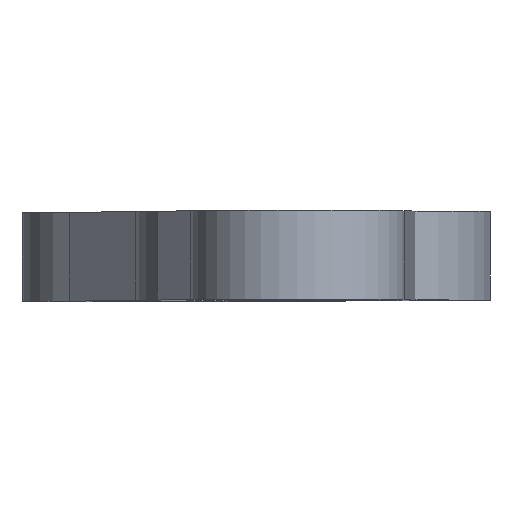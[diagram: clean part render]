
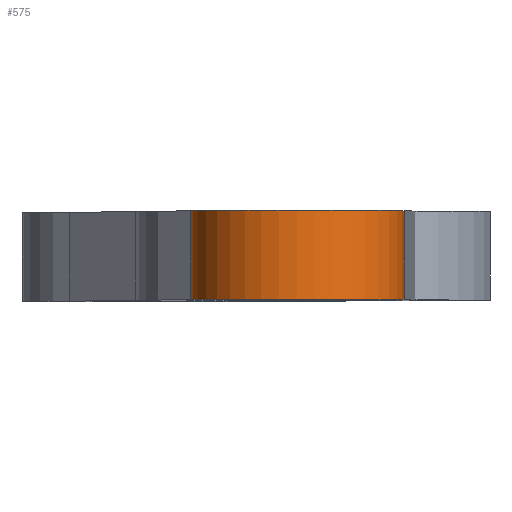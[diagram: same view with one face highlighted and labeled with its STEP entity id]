
A CAD part, top view. The second image highlights one B-rep face of the part: STEP entity #575.
In plain terms, the highlighted cylindrical face has radius 12 mm (diameter 24 mm), a partial arc.
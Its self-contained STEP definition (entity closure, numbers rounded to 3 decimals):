
#64=FACE_OUTER_BOUND('',#100,.T.);
#100=EDGE_LOOP('',(#495,#496,#497,#498));
#144=LINE('',#987,#187);
#146=LINE('',#992,#189);
#187=VECTOR('',#814,10.);
#189=VECTOR('',#820,10.);
#201=CIRCLE('',#604,12.);
#230=CIRCLE('',#656,12.);
#246=VERTEX_POINT('',#877);
#247=VERTEX_POINT('',#879);
#282=VERTEX_POINT('',#985);
#283=VERTEX_POINT('',#991);
#303=EDGE_CURVE('',#247,#246,#201,.T.);
#357=EDGE_CURVE('',#282,#246,#144,.F.);
#359=EDGE_CURVE('',#283,#247,#146,.T.);
#364=EDGE_CURVE('',#282,#283,#230,.F.);
#495=ORIENTED_EDGE('',*,*,#357,.F.);
#496=ORIENTED_EDGE('',*,*,#364,.T.);
#497=ORIENTED_EDGE('',*,*,#359,.T.);
#498=ORIENTED_EDGE('',*,*,#303,.T.);
#546=CYLINDRICAL_SURFACE('',#655,12.);
#575=ADVANCED_FACE('',(#64),#546,.T.);
#604=AXIS2_PLACEMENT_3D('',#880,#696,#697);
#655=AXIS2_PLACEMENT_3D('',#1000,#830,#831);
#656=AXIS2_PLACEMENT_3D('',#1001,#832,#833);
#696=DIRECTION('center_axis',(0.,-1.,0.));
#697=DIRECTION('ref_axis',(0.738,0.,0.675));
#814=DIRECTION('',(0.,-1.,0.));
#820=DIRECTION('',(0.,1.,0.));
#830=DIRECTION('center_axis',(0.,-1.,0.));
#831=DIRECTION('ref_axis',(0.738,0.,0.675));
#832=DIRECTION('center_axis',(0.,-1.,0.));
#833=DIRECTION('ref_axis',(0.738,0.,0.675));
#877=CARTESIAN_POINT('',(35.191,-190.,78.621));
#879=CARTESIAN_POINT('',(57.786,-190.,84.624));
#880=CARTESIAN_POINT('Origin',(45.791,-190.,84.245));
#985=CARTESIAN_POINT('',(35.191,-200.,78.621));
#987=CARTESIAN_POINT('',(35.191,-212.,78.621));
#991=CARTESIAN_POINT('',(57.786,-200.,84.624));
#992=CARTESIAN_POINT('',(57.786,-212.,84.624));
#1000=CARTESIAN_POINT('Origin',(45.791,-212.,84.245));
#1001=CARTESIAN_POINT('Origin',(45.791,-200.,84.245));
